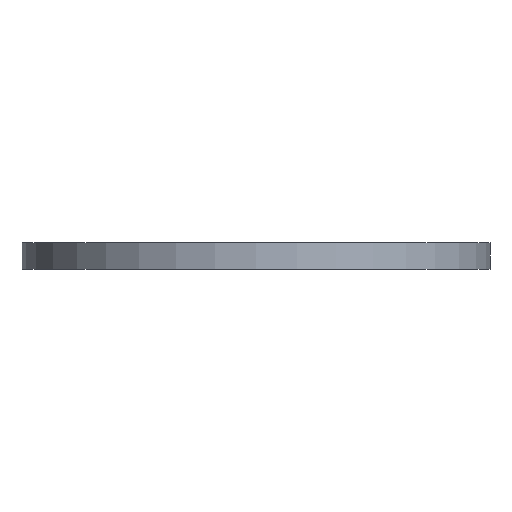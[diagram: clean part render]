
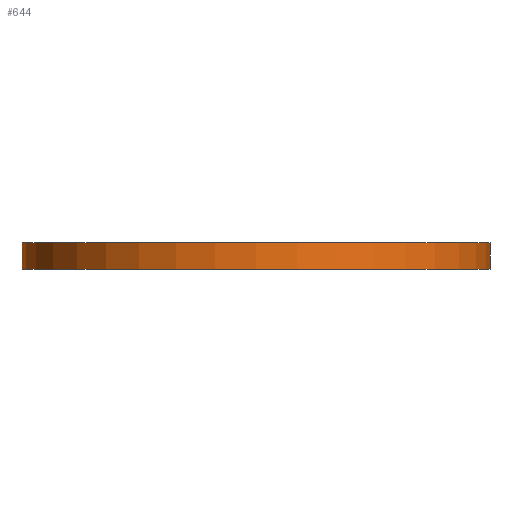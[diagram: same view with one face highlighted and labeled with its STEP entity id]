
A CAD part, front view. The second image highlights one B-rep face of the part: STEP entity #644.
In plain terms, the highlighted cylindrical face has radius 7 mm (diameter 14 mm), a partial arc.
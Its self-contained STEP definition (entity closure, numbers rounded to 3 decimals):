
#3 = VERTEX_POINT ( 'NONE', #818 ) ;
#81 = DIRECTION ( 'NONE',  ( 0., 0., -1. ) ) ;
#97 = AXIS2_PLACEMENT_3D ( 'NONE', #437, #360, #1039 ) ;
#105 = DIRECTION ( 'NONE',  ( 0., 0., 1. ) ) ;
#155 = CIRCLE ( 'NONE', #286, 7. ) ;
#246 = CARTESIAN_POINT ( 'NONE',  ( -7., 0., 0.4 ) ) ;
#286 = AXIS2_PLACEMENT_3D ( 'NONE', #604, #105, #804 ) ;
#329 = LINE ( 'NONE', #698, #894 ) ;
#360 = DIRECTION ( 'NONE',  ( 0., 0., 1. ) ) ;
#373 = DIRECTION ( 'NONE',  ( 0., 0., -1. ) ) ;
#378 = CIRCLE ( 'NONE', #97, 7. ) ;
#380 = VERTEX_POINT ( 'NONE', #956 ) ;
#383 = DIRECTION ( 'NONE',  ( -1., 0., 0. ) ) ;
#410 = ORIENTED_EDGE ( 'NONE', *, *, #552, .T. ) ;
#437 = CARTESIAN_POINT ( 'NONE',  ( 0., 0., 0.4 ) ) ;
#454 = EDGE_CURVE ( 'NONE', #543, #380, #957, .T. ) ;
#511 = EDGE_CURVE ( 'NONE', #543, #914, #378, .T. ) ;
#543 = VERTEX_POINT ( 'NONE', #246 ) ;
#545 = VECTOR ( 'NONE', #623, 1000. ) ;
#552 = EDGE_CURVE ( 'NONE', #380, #3, #155, .T. ) ;
#571 = ORIENTED_EDGE ( 'NONE', *, *, #511, .F. ) ;
#586 = CARTESIAN_POINT ( 'NONE',  ( 7., 0., 0.4 ) ) ;
#594 = EDGE_CURVE ( 'NONE', #914, #3, #329, .T. ) ;
#595 = AXIS2_PLACEMENT_3D ( 'NONE', #811, #373, #383 ) ;
#604 = CARTESIAN_POINT ( 'NONE',  ( 0., 0., -0.4 ) ) ;
#623 = DIRECTION ( 'NONE',  ( 0., 0., -1. ) ) ;
#644 = ADVANCED_FACE ( 'NONE', ( #946 ), #690, .T. ) ;
#690 = CYLINDRICAL_SURFACE ( 'NONE', #595, 7. ) ;
#698 = CARTESIAN_POINT ( 'NONE',  ( 7., 0., 0.4 ) ) ;
#804 = DIRECTION ( 'NONE',  ( 1., 0., 0. ) ) ;
#811 = CARTESIAN_POINT ( 'NONE',  ( 0., 0., 0.4 ) ) ;
#818 = CARTESIAN_POINT ( 'NONE',  ( 7., 0., -0.4 ) ) ;
#894 = VECTOR ( 'NONE', #81, 1000. ) ;
#914 = VERTEX_POINT ( 'NONE', #586 ) ;
#946 = FACE_OUTER_BOUND ( 'NONE', #1077, .T. ) ;
#956 = CARTESIAN_POINT ( 'NONE',  ( -7., 0., -0.4 ) ) ;
#957 = LINE ( 'NONE', #965, #545 ) ;
#965 = CARTESIAN_POINT ( 'NONE',  ( -7., 0., 0.4 ) ) ;
#987 = ORIENTED_EDGE ( 'NONE', *, *, #454, .T. ) ;
#1012 = ORIENTED_EDGE ( 'NONE', *, *, #594, .F. ) ;
#1039 = DIRECTION ( 'NONE',  ( 1., 0., 0. ) ) ;
#1077 = EDGE_LOOP ( 'NONE', ( #1012, #571, #987, #410 ) ) ;
